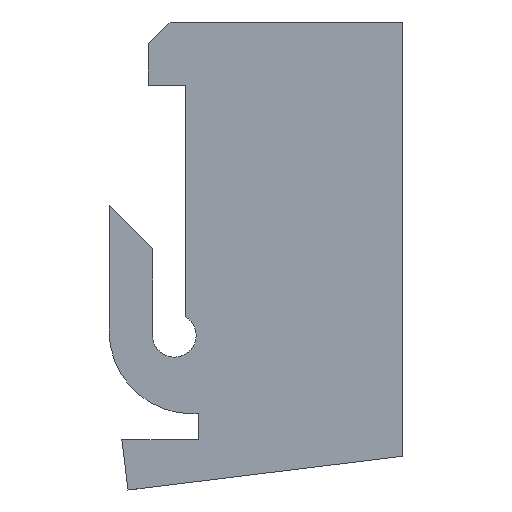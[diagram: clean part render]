
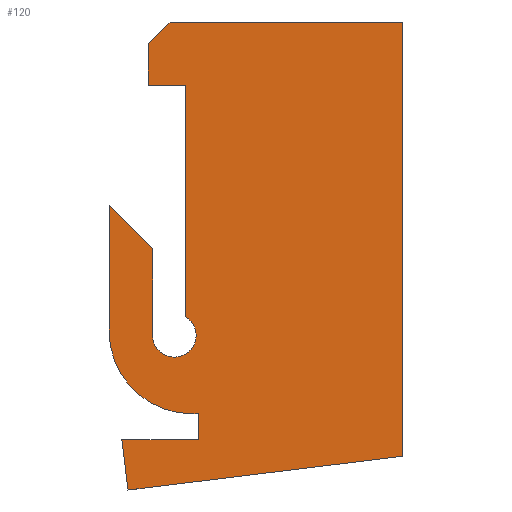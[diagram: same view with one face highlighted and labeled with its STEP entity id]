
A CAD part, left-side view. The second image highlights one B-rep face of the part: STEP entity #120.
In plain terms, the highlighted planar face has unit normal (-1, 0, 0).
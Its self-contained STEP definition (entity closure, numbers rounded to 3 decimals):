
#120 = ADVANCED_FACE( '', ( #214 ), #215, .F. );
#214 = FACE_OUTER_BOUND( '', #309, .T. );
#215 = PLANE( '', #310 );
#309 = EDGE_LOOP( '', ( #678, #679, #680, #681, #682, #683, #684, #685, #686, #687, #688, #689, #690, #691, #692, #693, #694 ) );
#310 = AXIS2_PLACEMENT_3D( '', #695, #696, #697 );
#678 = ORIENTED_EDGE( '', *, *, #793, .F. );
#679 = ORIENTED_EDGE( '', *, *, #848, .F. );
#680 = ORIENTED_EDGE( '', *, *, #845, .F. );
#681 = ORIENTED_EDGE( '', *, *, #843, .F. );
#682 = ORIENTED_EDGE( '', *, *, #841, .F. );
#683 = ORIENTED_EDGE( '', *, *, #839, .F. );
#684 = ORIENTED_EDGE( '', *, *, #837, .F. );
#685 = ORIENTED_EDGE( '', *, *, #719, .F. );
#686 = ORIENTED_EDGE( '', *, *, #836, .F. );
#687 = ORIENTED_EDGE( '', *, *, #834, .F. );
#688 = ORIENTED_EDGE( '', *, *, #832, .F. );
#689 = ORIENTED_EDGE( '', *, *, #830, .F. );
#690 = ORIENTED_EDGE( '', *, *, #828, .F. );
#691 = ORIENTED_EDGE( '', *, *, #826, .F. );
#692 = ORIENTED_EDGE( '', *, *, #824, .F. );
#693 = ORIENTED_EDGE( '', *, *, #821, .F. );
#694 = ORIENTED_EDGE( '', *, *, #819, .F. );
#695 = CARTESIAN_POINT( '', ( -2.8, 0., 0. ) );
#696 = DIRECTION( '', ( 1., 0., 0. ) );
#697 = DIRECTION( '', ( 0., 0., -1. ) );
#719 = EDGE_CURVE( '', #850, #853, #854, .T. );
#793 = EDGE_CURVE( '', #984, #986, #987, .T. );
#819 = EDGE_CURVE( '', #986, #1025, #1026, .T. );
#821 = EDGE_CURVE( '', #1025, #1028, #1029, .T. );
#824 = EDGE_CURVE( '', #1028, #1032, #1033, .T. );
#826 = EDGE_CURVE( '', #1032, #1035, #1036, .T. );
#828 = EDGE_CURVE( '', #1035, #1038, #1039, .T. );
#830 = EDGE_CURVE( '', #1038, #1041, #1042, .T. );
#832 = EDGE_CURVE( '', #1041, #1044, #1045, .T. );
#834 = EDGE_CURVE( '', #1044, #1047, #1048, .T. );
#836 = EDGE_CURVE( '', #1047, #850, #1050, .T. );
#837 = EDGE_CURVE( '', #853, #1051, #1052, .T. );
#839 = EDGE_CURVE( '', #1051, #1054, #1055, .T. );
#841 = EDGE_CURVE( '', #1054, #1057, #1058, .T. );
#843 = EDGE_CURVE( '', #1057, #1060, #1061, .T. );
#845 = EDGE_CURVE( '', #1060, #1063, #1064, .T. );
#848 = EDGE_CURVE( '', #1063, #984, #1068, .T. );
#850 = VERTEX_POINT( '', #1070 );
#853 = VERTEX_POINT( '', #1074 );
#854 = CIRCLE( '', #1075, 1. );
#984 = VERTEX_POINT( '', #1270 );
#986 = VERTEX_POINT( '', #1273 );
#987 = LINE( '', #1274, #1275 );
#1025 = VERTEX_POINT( '', #1336 );
#1026 = LINE( '', #1337, #1338 );
#1028 = VERTEX_POINT( '', #1341 );
#1029 = LINE( '', #1342, #1343 );
#1032 = VERTEX_POINT( '', #1348 );
#1033 = LINE( '', #1349, #1350 );
#1035 = VERTEX_POINT( '', #1353 );
#1036 = LINE( '', #1354, #1355 );
#1038 = VERTEX_POINT( '', #1358 );
#1039 = CIRCLE( '', #1359, 3.8 );
#1041 = VERTEX_POINT( '', #1362 );
#1042 = LINE( '', #1363, #1364 );
#1044 = VERTEX_POINT( '', #1367 );
#1045 = LINE( '', #1368, #1369 );
#1047 = VERTEX_POINT( '', #1372 );
#1048 = LINE( '', #1373, #1374 );
#1050 = CIRCLE( '', #1377, 1. );
#1051 = VERTEX_POINT( '', #1378 );
#1052 = LINE( '', #1379, #1380 );
#1054 = VERTEX_POINT( '', #1383 );
#1055 = LINE( '', #1384, #1385 );
#1057 = VERTEX_POINT( '', #1388 );
#1058 = LINE( '', #1389, #1390 );
#1060 = VERTEX_POINT( '', #1393 );
#1061 = LINE( '', #1394, #1395 );
#1063 = VERTEX_POINT( '', #1398 );
#1064 = LINE( '', #1399, #1400 );
#1068 = LINE( '', #1406, #1407 );
#1070 = CARTESIAN_POINT( '', ( -2.8, 9.5, -14.4 ) );
#1074 = CARTESIAN_POINT( '', ( -2.8, 10., -13.534 ) );
#1075 = AXIS2_PLACEMENT_3D( '', #1411, #1412, #1413 );
#1270 = CARTESIAN_POINT( '', ( -2.8, 0., -19.949 ) );
#1273 = CARTESIAN_POINT( '', ( -2.8, 12.632, -21.5 ) );
#1274 = CARTESIAN_POINT( '', ( -2.8, 0., -19.949 ) );
#1275 = VECTOR( '', #1501, 1. );
#1336 = CARTESIAN_POINT( '', ( -2.8, 12.915, -19.2 ) );
#1337 = CARTESIAN_POINT( '', ( -2.8, 12.632, -21.5 ) );
#1338 = VECTOR( '', #1531, 1. );
#1341 = CARTESIAN_POINT( '', ( -2.8, 9.4, -19.2 ) );
#1342 = CARTESIAN_POINT( '', ( -2.8, 12.915, -19.2 ) );
#1343 = VECTOR( '', #1533, 1. );
#1348 = CARTESIAN_POINT( '', ( -2.8, 9.4, -17.996 ) );
#1349 = CARTESIAN_POINT( '', ( -2.8, 9.4, -19.2 ) );
#1350 = VECTOR( '', #1536, 1. );
#1353 = CARTESIAN_POINT( '', ( -2.8, 9.7, -17.996 ) );
#1354 = CARTESIAN_POINT( '', ( -2.8, 9.4, -17.996 ) );
#1355 = VECTOR( '', #1538, 1. );
#1358 = CARTESIAN_POINT( '', ( -2.8, 13.5, -14.196 ) );
#1359 = AXIS2_PLACEMENT_3D( '', #1540, #1541, #1542 );
#1362 = CARTESIAN_POINT( '', ( -2.8, 13.5, -8.417 ) );
#1363 = CARTESIAN_POINT( '', ( -2.8, 13.5, -14.196 ) );
#1364 = VECTOR( '', #1544, 1. );
#1367 = CARTESIAN_POINT( '', ( -2.8, 11.5, -10.417 ) );
#1368 = CARTESIAN_POINT( '', ( -2.8, 13.5, -8.417 ) );
#1369 = VECTOR( '', #1546, 1. );
#1372 = CARTESIAN_POINT( '', ( -2.8, 11.5, -14.4 ) );
#1373 = CARTESIAN_POINT( '', ( -2.8, 11.5, -10.417 ) );
#1374 = VECTOR( '', #1548, 1. );
#1377 = AXIS2_PLACEMENT_3D( '', #1550, #1551, #1552 );
#1378 = CARTESIAN_POINT( '', ( -2.8, 10., -2.9 ) );
#1379 = CARTESIAN_POINT( '', ( -2.8, 10., -13.534 ) );
#1380 = VECTOR( '', #1553, 1. );
#1383 = CARTESIAN_POINT( '', ( -2.8, 11.7, -2.9 ) );
#1384 = CARTESIAN_POINT( '', ( -2.8, 10., -2.9 ) );
#1385 = VECTOR( '', #1555, 1. );
#1388 = CARTESIAN_POINT( '', ( -2.8, 11.7, -1. ) );
#1389 = CARTESIAN_POINT( '', ( -2.8, 11.7, -2.9 ) );
#1390 = VECTOR( '', #1557, 1. );
#1393 = CARTESIAN_POINT( '', ( -2.8, 10.7, 0. ) );
#1394 = CARTESIAN_POINT( '', ( -2.8, 11.7, -1. ) );
#1395 = VECTOR( '', #1559, 1. );
#1398 = CARTESIAN_POINT( '', ( -2.8, 0., 0. ) );
#1399 = CARTESIAN_POINT( '', ( -2.8, 10.7, 0. ) );
#1400 = VECTOR( '', #1561, 1. );
#1406 = CARTESIAN_POINT( '', ( -2.8, 0., 0. ) );
#1407 = VECTOR( '', #1564, 1. );
#1411 = CARTESIAN_POINT( '', ( -2.8, 10.5, -14.4 ) );
#1412 = DIRECTION( '', ( -1., 0., 0. ) );
#1413 = DIRECTION( '', ( 0., 1., 0. ) );
#1501 = DIRECTION( '', ( 0., 0.993, -0.122 ) );
#1531 = DIRECTION( '', ( 0., 0.122, 0.993 ) );
#1533 = DIRECTION( '', ( 0., -1., 0. ) );
#1536 = DIRECTION( '', ( 0., 0., 1. ) );
#1538 = DIRECTION( '', ( 0., 1., 0. ) );
#1540 = CARTESIAN_POINT( '', ( -2.8, 9.7, -14.196 ) );
#1541 = DIRECTION( '', ( 1., 0., 0. ) );
#1542 = DIRECTION( '', ( 0., 0., -1. ) );
#1544 = DIRECTION( '', ( 0., 0., 1. ) );
#1546 = DIRECTION( '', ( 0., -0.707, -0.707 ) );
#1548 = DIRECTION( '', ( 0., 0., -1. ) );
#1550 = CARTESIAN_POINT( '', ( -2.8, 10.5, -14.4 ) );
#1551 = DIRECTION( '', ( -1., 0., 0. ) );
#1552 = DIRECTION( '', ( 0., 1., 0. ) );
#1553 = DIRECTION( '', ( 0., 0., 1. ) );
#1555 = DIRECTION( '', ( 0., 1., 0. ) );
#1557 = DIRECTION( '', ( 0., 0., 1. ) );
#1559 = DIRECTION( '', ( 0., -0.707, 0.707 ) );
#1561 = DIRECTION( '', ( 0., -1., 0. ) );
#1564 = DIRECTION( '', ( 0., 0., -1. ) );
